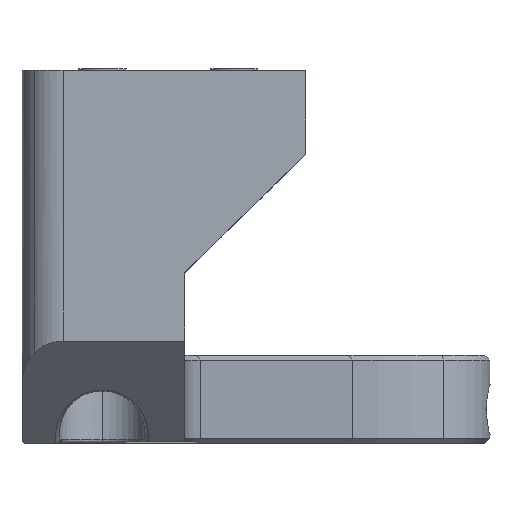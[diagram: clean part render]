
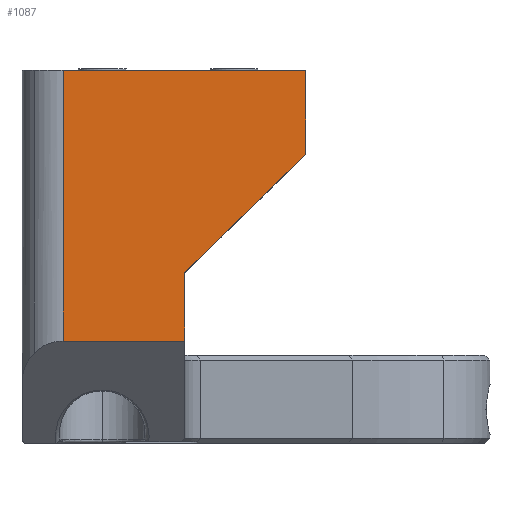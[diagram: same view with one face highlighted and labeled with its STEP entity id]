
A CAD part, left-side view. The second image highlights one B-rep face of the part: STEP entity #1087.
In plain terms, the highlighted planar face has unit normal (-1, 0, 0).
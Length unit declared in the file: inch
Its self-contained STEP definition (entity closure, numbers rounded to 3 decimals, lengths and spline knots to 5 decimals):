
#1087=ADVANCED_FACE('',(#2189),#2190,.F.);
#2189=FACE_OUTER_BOUND('',#3553,.T.);
#2190=PLANE('',#3554);
#3553=EDGE_LOOP('',(#6652,#6653,#6654,#6655,#6656,#6657));
#3554=AXIS2_PLACEMENT_3D('',#6658,#6659,#6660);
#6652=ORIENTED_EDGE('',*,*,#7589,.F.);
#6653=ORIENTED_EDGE('',*,*,#7486,.T.);
#6654=ORIENTED_EDGE('',*,*,#7829,.T.);
#6655=ORIENTED_EDGE('',*,*,#7475,.T.);
#6656=ORIENTED_EDGE('',*,*,#7309,.F.);
#6657=ORIENTED_EDGE('',*,*,#7400,.F.);
#6658=CARTESIAN_POINT('',(-0.47246,0.75027,2.43866));
#6659=DIRECTION('',(1.0,0.0,0.0));
#6660=DIRECTION('',(0.0,0.0,-1.0));
#7309=EDGE_CURVE('',#8889,#8887,#8891,.F.);
#7400=EDGE_CURVE('',#9032,#8889,#9035,.F.);
#7475=EDGE_CURVE('',#9149,#8887,#9151,.T.);
#7486=EDGE_CURVE('',#9168,#9166,#9169,.F.);
#7589=EDGE_CURVE('',#9168,#9032,#9306,.T.);
#7829=EDGE_CURVE('',#9166,#9149,#9598,.T.);
#8887=VERTEX_POINT('',#11015);
#8889=VERTEX_POINT('',#11018);
#8891=LINE('',#11021,#11022);
#9032=VERTEX_POINT('',#11210);
#9035=LINE('',#11213,#11214);
#9149=VERTEX_POINT('',#11452);
#9151=LINE('',#11455,#11456);
#9166=VERTEX_POINT('',#11501);
#9168=VERTEX_POINT('',#11504);
#9169=LINE('',#11505,#11506);
#9306=LINE('',#11761,#11762);
#9598=LINE('',#12279,#12280);
#11015=CARTESIAN_POINT('',(-0.47246,-0.97442,1.38172));
#11018=CARTESIAN_POINT('',(-0.47246,-0.97442,1.7834));
#11021=CARTESIAN_POINT('',(-0.47246,-0.97442,2.11103));
#11022=VECTOR('',#13365,1.0);
#11210=CARTESIAN_POINT('',(-0.47246,0.18702,1.7834));
#11213=CARTESIAN_POINT('',(-0.47246,-3.44057,1.7834));
#11214=VECTOR('',#13518,1.0);
#11452=CARTESIAN_POINT('',(-0.47246,-0.39369,0.81562));
#11455=CARTESIAN_POINT('',(-0.47246,-1.09407,1.49836));
#11456=VECTOR('',#13604,1.);
#11501=CARTESIAN_POINT('',(-0.47246,-0.39369,0.48864));
#11504=CARTESIAN_POINT('',(-0.47246,0.18702,0.48864));
#11505=CARTESIAN_POINT('',(-0.47246,0.57199,0.48864));
#11506=VECTOR('',#13615,1.0);
#11761=CARTESIAN_POINT('',(-0.47246,0.18702,1.66715));
#11762=VECTOR('',#13730,1.0);
#12279=CARTESIAN_POINT('',(-0.47246,-0.39369,2.11103));
#12280=VECTOR('',#13983,1.0);
#13365=DIRECTION('',(0.0,0.0,1.0));
#13518=DIRECTION('',(0.0,1.0,0.0));
#13604=DIRECTION('',(0.0,-0.716,0.698));
#13615=DIRECTION('',(0.0,1.0,0.0));
#13730=DIRECTION('',(0.0,0.0,1.0));
#13983=DIRECTION('',(0.0,0.0,1.0));
